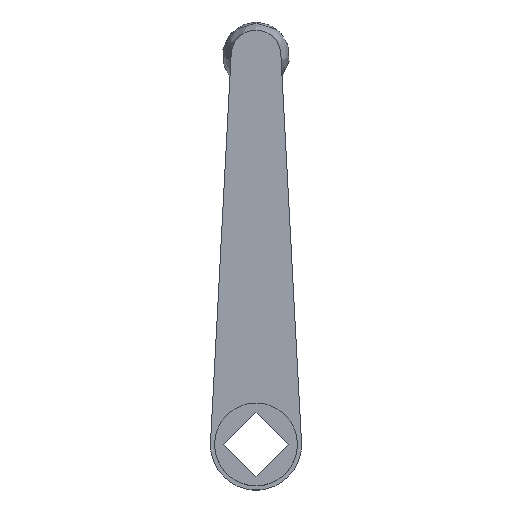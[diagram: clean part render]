
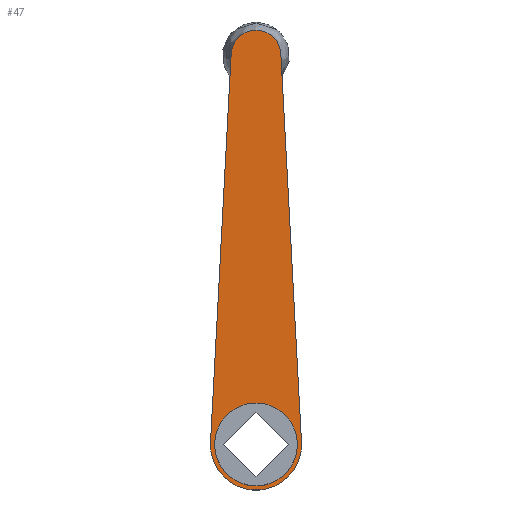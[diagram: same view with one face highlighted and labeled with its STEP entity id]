
A CAD part, top view. The second image highlights one B-rep face of the part: STEP entity #47.
In plain terms, the highlighted planar face has unit normal (0, 0, 1).
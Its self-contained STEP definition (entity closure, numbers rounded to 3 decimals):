
#47 = ADVANCED_FACE( '', ( #102, #103 ), #104, .T. );
#102 = FACE_BOUND( '', #204, .T. );
#103 = FACE_OUTER_BOUND( '', #205, .T. );
#104 = PLANE( '', #206 );
#204 = EDGE_LOOP( '', ( #275 ) );
#205 = EDGE_LOOP( '', ( #276, #277, #278, #279 ) );
#206 = AXIS2_PLACEMENT_3D( '', #280, #281, #282 );
#275 = ORIENTED_EDGE( '', *, *, #397, .F. );
#276 = ORIENTED_EDGE( '', *, *, #398, .T. );
#277 = ORIENTED_EDGE( '', *, *, #399, .T. );
#278 = ORIENTED_EDGE( '', *, *, #394, .T. );
#279 = ORIENTED_EDGE( '', *, *, #400, .T. );
#280 = CARTESIAN_POINT( '', ( 0., 0., -35.21 ) );
#281 = DIRECTION( '', ( 0., 0., 1. ) );
#282 = DIRECTION( '', ( 1., 0., 0. ) );
#394 = EDGE_CURVE( '', #452, #450, #453, .T. );
#397 = EDGE_CURVE( '', #456, #456, #457, .T. );
#398 = EDGE_CURVE( '', #458, #459, #460, .T. );
#399 = EDGE_CURVE( '', #459, #452, #461, .T. );
#400 = EDGE_CURVE( '', #450, #458, #462, .T. );
#450 = VERTEX_POINT( '', #526 );
#452 = VERTEX_POINT( '', #529 );
#453 = LINE( '', #530, #531 );
#456 = VERTEX_POINT( '', #535 );
#457 = CIRCLE( '', #536, 20. );
#458 = VERTEX_POINT( '', #537 );
#459 = VERTEX_POINT( '', #538 );
#460 = LINE( '', #539, #540 );
#461 = CIRCLE( '', #541, 22. );
#462 = CIRCLE( '', #542, 12. );
#526 = CARTESIAN_POINT( '', ( 11.983, 188.638, -35.21 ) );
#529 = CARTESIAN_POINT( '', ( 21.969, 1.17, -35.21 ) );
#530 = CARTESIAN_POINT( '', ( 21.969, 1.17, -35.21 ) );
#531 = VECTOR( '', #606, 1000. );
#535 = CARTESIAN_POINT( '', ( 0., 20., -35.21 ) );
#536 = AXIS2_PLACEMENT_3D( '', #608, #609, #610 );
#537 = CARTESIAN_POINT( '', ( -11.983, 188.638, -35.21 ) );
#538 = CARTESIAN_POINT( '', ( -21.969, 1.17, -35.21 ) );
#539 = CARTESIAN_POINT( '', ( -11.983, 188.638, -35.21 ) );
#540 = VECTOR( '', #611, 1000. );
#541 = AXIS2_PLACEMENT_3D( '', #612, #613, #614 );
#542 = AXIS2_PLACEMENT_3D( '', #615, #616, #617 );
#606 = DIRECTION( '', ( -0.053, 0.999, 0. ) );
#608 = CARTESIAN_POINT( '', ( 0., 0., -35.21 ) );
#609 = DIRECTION( '', ( 0., 0., 1. ) );
#610 = DIRECTION( '', ( 0., 1., 0. ) );
#611 = DIRECTION( '', ( -0.053, -0.999, 0. ) );
#612 = CARTESIAN_POINT( '', ( 0., 0., -35.21 ) );
#613 = DIRECTION( '', ( 0., 0., 1. ) );
#614 = DIRECTION( '', ( 0., 1., 0. ) );
#615 = CARTESIAN_POINT( '', ( 0., 188., -35.21 ) );
#616 = DIRECTION( '', ( 0., 0., 1. ) );
#617 = DIRECTION( '', ( 0., 1., 0. ) );
